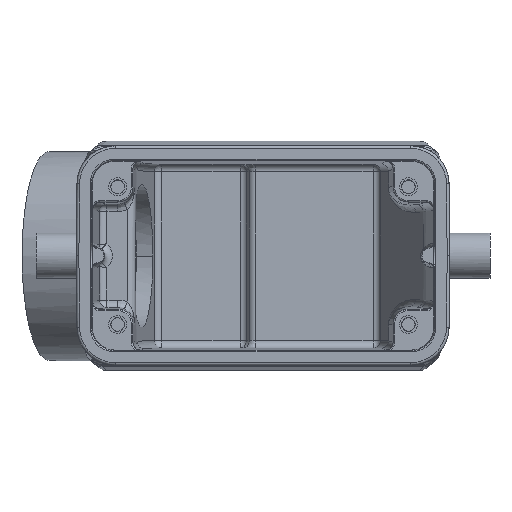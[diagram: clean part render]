
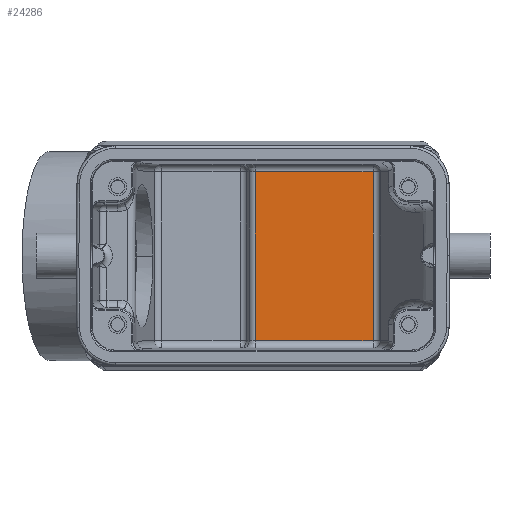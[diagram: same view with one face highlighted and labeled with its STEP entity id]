
A CAD part, top view. The second image highlights one B-rep face of the part: STEP entity #24286.
In plain terms, the highlighted planar face has unit normal (0, 0, 1).
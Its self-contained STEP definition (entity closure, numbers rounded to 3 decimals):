
#7399=DIRECTION('',(0.,1.,0.));
#7400=VECTOR('',#7399,33.092);
#7401=CARTESIAN_POINT('',(21.573,-16.546,-65.));
#7402=LINE('',#7401,#7400);
#7418=DIRECTION('',(-1.,0.,0.));
#7419=VECTOR('',#7418,23.067);
#7420=CARTESIAN_POINT('',(21.573,16.546,-65.));
#7421=LINE('',#7420,#7419);
#7430=DIRECTION('',(1.,0.,0.));
#7431=VECTOR('',#7430,23.067);
#7432=CARTESIAN_POINT('',(-1.493,-16.546,
-65.));
#7433=LINE('',#7432,#7431);
#7466=DIRECTION('',(0.,-1.,0.));
#7467=VECTOR('',#7466,33.092);
#7468=CARTESIAN_POINT('',(-1.493,16.546,
-65.));
#7469=LINE('',#7468,#7467);
#10118=CARTESIAN_POINT('',(21.573,-16.546,-65.));
#10119=VERTEX_POINT('',#10118);
#10121=CARTESIAN_POINT('',(21.573,16.546,-65.));
#10123=VERTEX_POINT('',#10121);
#10124=CARTESIAN_POINT('',(-1.493,16.546,
-65.));
#10125=VERTEX_POINT('',#10124);
#10126=CARTESIAN_POINT('',(-1.493,-16.546,
-65.));
#10127=VERTEX_POINT('',#10126);
#24273=CARTESIAN_POINT('',(22.724,-18.6,-65.));
#24274=DIRECTION('',(0.,0.,-1.));
#24275=DIRECTION('',(-1.,0.,0.));
#24276=AXIS2_PLACEMENT_3D('',#24273,#24274,#24275);
#24277=PLANE('',#24276);
#24279=ORIENTED_EDGE('',*,*,#24278,.F.);
#24281=ORIENTED_EDGE('',*,*,#24280,.F.);
#24282=ORIENTED_EDGE('',*,*,#24265,.F.);
#24283=ORIENTED_EDGE('',*,*,#24241,.F.);
#24284=EDGE_LOOP('',(#24279,#24281,#24282,#24283));
#24285=FACE_OUTER_BOUND('',#24284,.F.);
#24286=ADVANCED_FACE('',(#24285),#24277,.F.);
#24241=EDGE_CURVE('',#10119,#10123,#7402,.T.);
#24265=EDGE_CURVE('',#10123,#10125,#7421,.T.);
#24278=EDGE_CURVE('',#10127,#10119,#7433,.T.);
#24280=EDGE_CURVE('',#10125,#10127,#7469,.T.);
